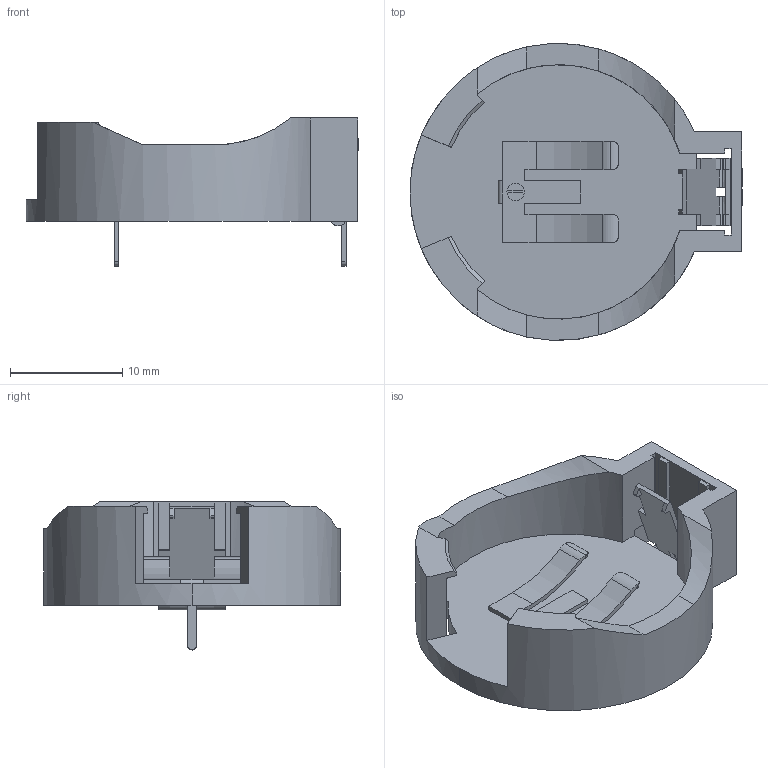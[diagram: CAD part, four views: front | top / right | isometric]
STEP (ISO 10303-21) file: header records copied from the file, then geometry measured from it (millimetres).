
FILE_DESCRIPTION (( 'STEP AP214' ), '1' );
FILE_NAME ('BAT-TH_BS-24-A1AJ013.step', '2022-06-16T11:05:59', ( '' ), ( '' ), 'SwSTEP 2.0', 'SolidWorks 2020', '' );
FILE_SCHEMA (( 'AUTOMOTIVE_DESIGN' ));
Length unit declared in the file: millimetre
Products named in the file (1): BAT-TH_BS-24-A1AJ013
Bounding box: 29.61 x 26.48 x 13.2 mm (x, y, z)
Volume: 1967.9 mm3; surface area: 2708.6 mm2
Topology: 2 solids, 2 shells, 368 faces, 1028 edges, 682 vertices
Faces by surface type: plane 227, bspline 98, cylinder 41, cone 2
Entity records: 16247 total; most frequent: CARTESIAN_POINT 3507, ORIENTED_EDGE 2056, DIRECTION 1444, EDGE_CURVE 1028, VECTOR 718, LINE 718, VERTEX_POINT 682, EDGE_LOOP 394
